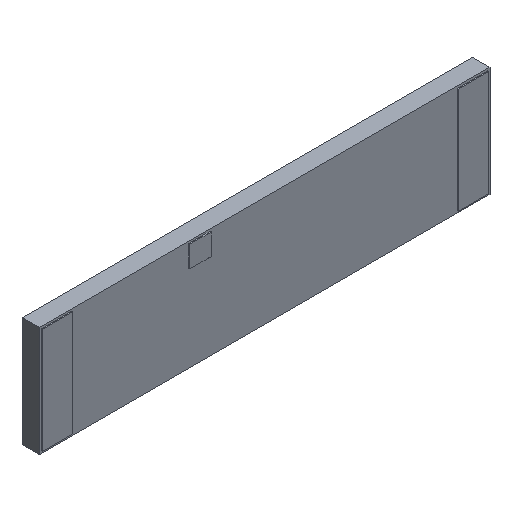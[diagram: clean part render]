
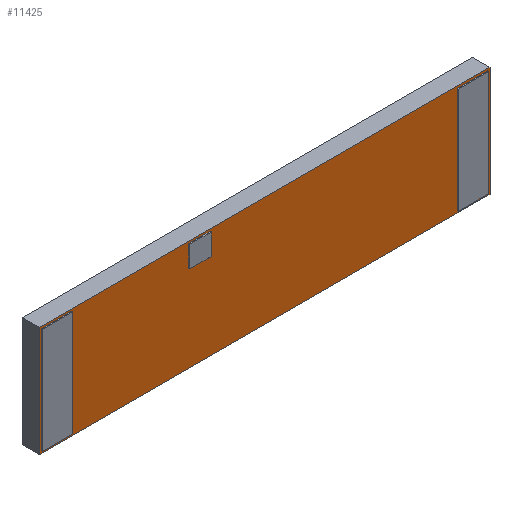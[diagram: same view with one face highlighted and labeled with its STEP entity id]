
A CAD part, isometric view. The second image highlights one B-rep face of the part: STEP entity #11425.
In plain terms, the highlighted planar face has unit normal (0, -1, 0).
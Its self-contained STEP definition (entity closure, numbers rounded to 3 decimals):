
#44 = CARTESIAN_POINT ( 'NONE',  ( -21.1, -0.8, -5.15 ) ) ;
#79 = VERTEX_POINT ( 'NONE', #151 ) ;
#151 = CARTESIAN_POINT ( 'NONE',  ( -7.1, -0.8, 4.95 ) ) ;
#445 = CARTESIAN_POINT ( 'NONE',  ( -18.05, -0.8, -4.95 ) ) ;
#613 = ORIENTED_EDGE ( 'NONE', *, *, #4845, .F. ) ;
#653 = ORIENTED_EDGE ( 'NONE', *, *, #7065, .F. ) ;
#799 = ORIENTED_EDGE ( 'NONE', *, *, #10195, .F. ) ;
#874 = VECTOR ( 'NONE', #4858, 1000. ) ;
#917 = CARTESIAN_POINT ( 'NONE',  ( -7.1, -0.8, 2.95 ) ) ;
#1172 = CARTESIAN_POINT ( 'NONE',  ( -5.1, -0.8, 2.95 ) ) ;
#1178 = ORIENTED_EDGE ( 'NONE', *, *, #9347, .F. ) ;
#1339 = CARTESIAN_POINT ( 'NONE',  ( -5.1, -0.8, 4.95 ) ) ;
#1352 = ORIENTED_EDGE ( 'NONE', *, *, #6145, .F. ) ;
#1535 = ORIENTED_EDGE ( 'NONE', *, *, #4485, .F. ) ;
#1542 = FACE_BOUND ( 'NONE', #7525, .T. ) ;
#1552 = CARTESIAN_POINT ( 'NONE',  ( -7.1, -0.8, 4.95 ) ) ;
#1582 = DIRECTION ( 'NONE',  ( 0., 0., 1. ) ) ;
#1617 = VERTEX_POINT ( 'NONE', #445 ) ;
#1684 = VECTOR ( 'NONE', #10661, 1000. ) ;
#1865 = VECTOR ( 'NONE', #12864, 1000. ) ;
#1929 = CARTESIAN_POINT ( 'NONE',  ( 18.05, -0.8, 4.95 ) ) ;
#1949 = LINE ( 'NONE', #11147, #6858 ) ;
#2081 = ORIENTED_EDGE ( 'NONE', *, *, #8723, .F. ) ;
#2091 = CARTESIAN_POINT ( 'NONE',  ( -20.9, -0.8, -4.95 ) ) ;
#2138 = DIRECTION ( 'NONE',  ( 1., 0., 0. ) ) ;
#2332 = DIRECTION ( 'NONE',  ( 0., 0., 1. ) ) ;
#2587 = EDGE_LOOP ( 'NONE', ( #1352, #2603, #10143, #6912 ) ) ;
#2603 = ORIENTED_EDGE ( 'NONE', *, *, #11500, .F. ) ;
#2618 = VECTOR ( 'NONE', #7307, 1000. ) ;
#2661 = CARTESIAN_POINT ( 'NONE',  ( 20.9, -0.8, -4.95 ) ) ;
#2801 = ORIENTED_EDGE ( 'NONE', *, *, #12761, .F. ) ;
#2977 = EDGE_CURVE ( 'NONE', #10231, #8626, #8595, .T. ) ;
#3243 = EDGE_CURVE ( 'NONE', #6243, #4763, #7606, .T. ) ;
#3605 = DIRECTION ( 'NONE',  ( 1., 0., 0. ) ) ;
#3649 = LINE ( 'NONE', #2661, #9597 ) ;
#3836 = CARTESIAN_POINT ( 'NONE',  ( -5.1, -0.8, 4.95 ) ) ;
#4136 = VERTEX_POINT ( 'NONE', #3836 ) ;
#4235 = LINE ( 'NONE', #7494, #12796 ) ;
#4381 = EDGE_LOOP ( 'NONE', ( #13074, #799, #2801, #8335 ) ) ;
#4485 = EDGE_CURVE ( 'NONE', #11678, #1617, #6413, .T. ) ;
#4547 = VERTEX_POINT ( 'NONE', #44 ) ;
#4665 = DIRECTION ( 'NONE',  ( 1., 0., 0. ) ) ;
#4745 = CARTESIAN_POINT ( 'NONE',  ( -21.1, -0.8, 5.15 ) ) ;
#4758 = VECTOR ( 'NONE', #2138, 1000. ) ;
#4763 = VERTEX_POINT ( 'NONE', #11291 ) ;
#4832 = DIRECTION ( 'NONE',  ( -1., 0., 0. ) ) ;
#4834 = VERTEX_POINT ( 'NONE', #9326 ) ;
#4845 = EDGE_CURVE ( 'NONE', #12120, #12666, #5409, .T. ) ;
#4858 = DIRECTION ( 'NONE',  ( 0., 0., -1. ) ) ;
#4973 = VERTEX_POINT ( 'NONE', #8400 ) ;
#5134 = DIRECTION ( 'NONE',  ( 0., 0., -1. ) ) ;
#5265 = EDGE_CURVE ( 'NONE', #6402, #4547, #8531, .T. ) ;
#5409 = LINE ( 'NONE', #11530, #2618 ) ;
#5597 = VECTOR ( 'NONE', #8718, 1000. ) ;
#5695 = CARTESIAN_POINT ( 'NONE',  ( 18.05, -0.8, -4.95 ) ) ;
#5807 = LINE ( 'NONE', #11597, #9607 ) ;
#6145 = EDGE_CURVE ( 'NONE', #4973, #10231, #12541, .T. ) ;
#6243 = VERTEX_POINT ( 'NONE', #6682 ) ;
#6402 = VERTEX_POINT ( 'NONE', #6463 ) ;
#6413 = LINE ( 'NONE', #2091, #4758 ) ;
#6463 = CARTESIAN_POINT ( 'NONE',  ( 21.1, -0.8, -5.15 ) ) ;
#6682 = CARTESIAN_POINT ( 'NONE',  ( -18.05, -0.8, 4.95 ) ) ;
#6756 = FACE_BOUND ( 'NONE', #2587, .T. ) ;
#6858 = VECTOR ( 'NONE', #7008, 1000. ) ;
#6912 = ORIENTED_EDGE ( 'NONE', *, *, #2977, .F. ) ;
#6952 = EDGE_CURVE ( 'NONE', #9507, #6402, #10381, .T. ) ;
#7008 = DIRECTION ( 'NONE',  ( 0., 0., -1. ) ) ;
#7065 = EDGE_CURVE ( 'NONE', #79, #12120, #8245, .T. ) ;
#7098 = CARTESIAN_POINT ( 'NONE',  ( -20.9, -0.8, -4.95 ) ) ;
#7172 = CARTESIAN_POINT ( 'NONE',  ( 20.9, -0.8, 4.95 ) ) ;
#7307 = DIRECTION ( 'NONE',  ( 1., 0., 0. ) ) ;
#7494 = CARTESIAN_POINT ( 'NONE',  ( -18.05, -0.8, 4.95 ) ) ;
#7508 = VERTEX_POINT ( 'NONE', #5695 ) ;
#7525 = EDGE_LOOP ( 'NONE', ( #7849, #9829, #1178, #1535 ) ) ;
#7606 = LINE ( 'NONE', #12112, #9255 ) ;
#7804 = PLANE ( 'NONE',  #10770 ) ;
#7839 = DIRECTION ( 'NONE',  ( 0., 1., 0. ) ) ;
#7849 = ORIENTED_EDGE ( 'NONE', *, *, #9264, .F. ) ;
#8160 = CARTESIAN_POINT ( 'NONE',  ( 21.1, -0.8, 5.15 ) ) ;
#8245 = LINE ( 'NONE', #1552, #874 ) ;
#8289 = DIRECTION ( 'NONE',  ( -1., 0., 0. ) ) ;
#8335 = ORIENTED_EDGE ( 'NONE', *, *, #5265, .F. ) ;
#8400 = CARTESIAN_POINT ( 'NONE',  ( 20.9, -0.8, -4.95 ) ) ;
#8531 = LINE ( 'NONE', #8869, #13311 ) ;
#8595 = LINE ( 'NONE', #7172, #12033 ) ;
#8626 = VERTEX_POINT ( 'NONE', #9308 ) ;
#8718 = DIRECTION ( 'NONE',  ( 0., 0., 1. ) ) ;
#8723 = EDGE_CURVE ( 'NONE', #12666, #4136, #11495, .T. ) ;
#8869 = CARTESIAN_POINT ( 'NONE',  ( -21.1, -0.8, -5.15 ) ) ;
#9007 = VECTOR ( 'NONE', #4665, 1000. ) ;
#9255 = VECTOR ( 'NONE', #9940, 1000. ) ;
#9264 = EDGE_CURVE ( 'NONE', #4763, #11678, #1949, .T. ) ;
#9278 = DIRECTION ( 'NONE',  ( 0., 0., 1. ) ) ;
#9308 = CARTESIAN_POINT ( 'NONE',  ( 18.05, -0.8, 4.95 ) ) ;
#9326 = CARTESIAN_POINT ( 'NONE',  ( -21.1, -0.8, 5.15 ) ) ;
#9347 = EDGE_CURVE ( 'NONE', #1617, #6243, #4235, .T. ) ;
#9480 = EDGE_CURVE ( 'NONE', #8626, #7508, #12451, .T. ) ;
#9507 = VERTEX_POINT ( 'NONE', #8160 ) ;
#9597 = VECTOR ( 'NONE', #3605, 1000. ) ;
#9607 = VECTOR ( 'NONE', #11697, 1000. ) ;
#9691 = CARTESIAN_POINT ( 'NONE',  ( 20.9, -0.8, 4.95 ) ) ;
#9829 = ORIENTED_EDGE ( 'NONE', *, *, #3243, .F. ) ;
#9940 = DIRECTION ( 'NONE',  ( -1., 0., 0. ) ) ;
#9974 = EDGE_CURVE ( 'NONE', #4136, #79, #5807, .T. ) ;
#10143 = ORIENTED_EDGE ( 'NONE', *, *, #9480, .F. ) ;
#10195 = EDGE_CURVE ( 'NONE', #4834, #9507, #12126, .T. ) ;
#10231 = VERTEX_POINT ( 'NONE', #11051 ) ;
#10381 = LINE ( 'NONE', #12690, #1684 ) ;
#10661 = DIRECTION ( 'NONE',  ( 0., 0., -1. ) ) ;
#10770 = AXIS2_PLACEMENT_3D ( 'NONE', #12060, #7839, #1582 ) ;
#10983 = VECTOR ( 'NONE', #5134, 1000. ) ;
#11051 = CARTESIAN_POINT ( 'NONE',  ( 20.9, -0.8, 4.95 ) ) ;
#11147 = CARTESIAN_POINT ( 'NONE',  ( -20.9, -0.8, 4.95 ) ) ;
#11160 = VECTOR ( 'NONE', #2332, 1000. ) ;
#11291 = CARTESIAN_POINT ( 'NONE',  ( -20.9, -0.8, 4.95 ) ) ;
#11425 = ADVANCED_FACE ( 'NONE', ( #6756, #13375, #1542, #12344 ), #7804, .F. ) ;
#11495 = LINE ( 'NONE', #1339, #11160 ) ;
#11500 = EDGE_CURVE ( 'NONE', #7508, #4973, #3649, .T. ) ;
#11530 = CARTESIAN_POINT ( 'NONE',  ( -7.1, -0.8, 2.95 ) ) ;
#11597 = CARTESIAN_POINT ( 'NONE',  ( -7.1, -0.8, 4.95 ) ) ;
#11678 = VERTEX_POINT ( 'NONE', #7098 ) ;
#11697 = DIRECTION ( 'NONE',  ( -1., 0., 0. ) ) ;
#11836 = CARTESIAN_POINT ( 'NONE',  ( -21.1, -0.8, -5.15 ) ) ;
#11987 = LINE ( 'NONE', #11836, #5597 ) ;
#12033 = VECTOR ( 'NONE', #8289, 1000. ) ;
#12053 = ORIENTED_EDGE ( 'NONE', *, *, #9974, .F. ) ;
#12060 = CARTESIAN_POINT ( 'NONE',  ( 0., -0.8, 0. ) ) ;
#12112 = CARTESIAN_POINT ( 'NONE',  ( -20.9, -0.8, 4.95 ) ) ;
#12120 = VERTEX_POINT ( 'NONE', #917 ) ;
#12126 = LINE ( 'NONE', #4745, #9007 ) ;
#12344 = FACE_BOUND ( 'NONE', #12357, .T. ) ;
#12357 = EDGE_LOOP ( 'NONE', ( #2081, #613, #653, #12053 ) ) ;
#12451 = LINE ( 'NONE', #1929, #10983 ) ;
#12541 = LINE ( 'NONE', #9691, #1865 ) ;
#12666 = VERTEX_POINT ( 'NONE', #1172 ) ;
#12690 = CARTESIAN_POINT ( 'NONE',  ( 21.1, -0.8, -5.15 ) ) ;
#12761 = EDGE_CURVE ( 'NONE', #4547, #4834, #11987, .T. ) ;
#12796 = VECTOR ( 'NONE', #9278, 1000. ) ;
#12864 = DIRECTION ( 'NONE',  ( 0., 0., 1. ) ) ;
#13074 = ORIENTED_EDGE ( 'NONE', *, *, #6952, .F. ) ;
#13311 = VECTOR ( 'NONE', #4832, 1000. ) ;
#13375 = FACE_OUTER_BOUND ( 'NONE', #4381, .T. ) ;
